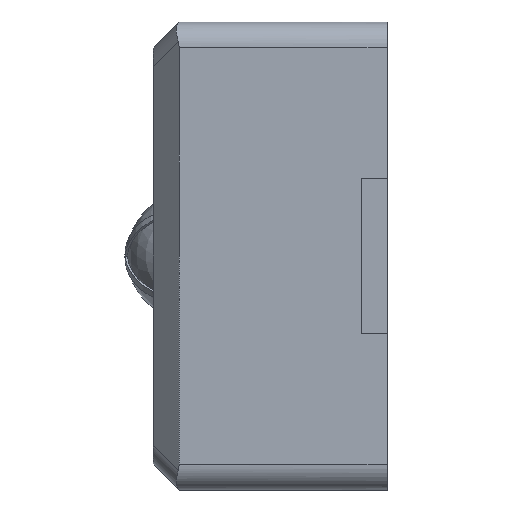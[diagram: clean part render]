
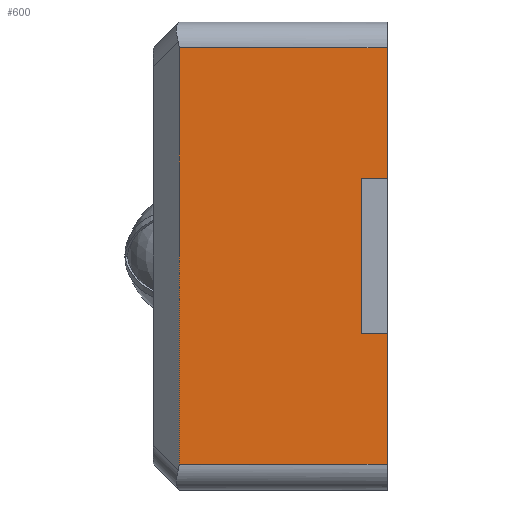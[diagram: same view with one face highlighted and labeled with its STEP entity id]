
A CAD part, left-side view. The second image highlights one B-rep face of the part: STEP entity #600.
In plain terms, the highlighted planar face has unit normal (-1, 0, 0).
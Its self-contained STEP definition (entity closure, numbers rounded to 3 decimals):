
#348 = EDGE_LOOP ( 'NONE', ( #363, #371, #368, #352, #374, #390, #355, #404 ) ) ;
#351 = EDGE_CURVE ( 'NONE', #370, #369, #1466, .T. ) ;
#352 = ORIENTED_EDGE ( 'NONE', *, *, #750, .T. ) ;
#355 = ORIENTED_EDGE ( 'NONE', *, *, #356, .T. ) ;
#356 = EDGE_CURVE ( 'NONE', #389, #397, #1457, .T. ) ;
#361 = EDGE_CURVE ( 'NONE', #397, #362, #1479, .T. ) ;
#362 = VERTEX_POINT ( 'NONE', #1480 ) ;
#363 = ORIENTED_EDGE ( 'NONE', *, *, #384, .F. ) ;
#368 = ORIENTED_EDGE ( 'NONE', *, *, #372, .T. ) ;
#369 = VERTEX_POINT ( 'NONE', #1468 ) ;
#370 = VERTEX_POINT ( 'NONE', #1481 ) ;
#371 = ORIENTED_EDGE ( 'NONE', *, *, #351, .F. ) ;
#372 = EDGE_CURVE ( 'NONE', #370, #1127, #1477, .T. ) ;
#374 = ORIENTED_EDGE ( 'NONE', *, *, #399, .T. ) ;
#384 = EDGE_CURVE ( 'NONE', #369, #362, #1470, .T. ) ;
#389 = VERTEX_POINT ( 'NONE', #1519 ) ;
#390 = ORIENTED_EDGE ( 'NONE', *, *, #405, .T. ) ;
#397 = VERTEX_POINT ( 'NONE', #1518 ) ;
#399 = EDGE_CURVE ( 'NONE', #801, #403, #1442, .T. ) ;
#403 = VERTEX_POINT ( 'NONE', #1529 ) ;
#404 = ORIENTED_EDGE ( 'NONE', *, *, #361, .T. ) ;
#405 = EDGE_CURVE ( 'NONE', #403, #389, #1525, .T. ) ;
#600 = ADVANCED_FACE ( 'NONE', ( #1636 ), #1655, .T. ) ;
#750 = EDGE_CURVE ( 'NONE', #1127, #801, #1896, .T. ) ;
#801 = VERTEX_POINT ( 'NONE', #2008 ) ;
#1127 = VERTEX_POINT ( 'NONE', #2708 ) ;
#1441 = DIRECTION ( 'NONE',  ( 0., -1., 0. ) ) ;
#1442 = LINE ( 'NONE', #1447, #1443 ) ;
#1443 = VECTOR ( 'NONE', #1454, 1000. ) ;
#1447 = CARTESIAN_POINT ( 'NONE',  ( -4.5, 8., 8. ) ) ;
#1449 = DIRECTION ( 'NONE',  ( 0., -1., 0. ) ) ;
#1452 = VECTOR ( 'NONE', #1449, 1000. ) ;
#1454 = DIRECTION ( 'NONE',  ( 0., 1., 0. ) ) ;
#1455 = VECTOR ( 'NONE', #1441, 1000. ) ;
#1456 = CARTESIAN_POINT ( 'NONE',  ( -4.5, 9., -8. ) ) ;
#1457 = LINE ( 'NONE', #1456, #1455 ) ;
#1463 = DIRECTION ( 'NONE',  ( 0., 0., -1. ) ) ;
#1464 = VECTOR ( 'NONE', #1463, 1000. ) ;
#1465 = CARTESIAN_POINT ( 'NONE',  ( -4.5, 1., 3. ) ) ;
#1466 = LINE ( 'NONE', #1465, #1464 ) ;
#1468 = CARTESIAN_POINT ( 'NONE',  ( -4.5, 1., -3. ) ) ;
#1469 = CARTESIAN_POINT ( 'NONE',  ( -4.5, 1., -3. ) ) ;
#1470 = LINE ( 'NONE', #1469, #1452 ) ;
#1472 = CARTESIAN_POINT ( 'NONE',  ( -4.5, 0., -9. ) ) ;
#1473 = DIRECTION ( 'NONE',  ( 0., 0., 1. ) ) ;
#1474 = VECTOR ( 'NONE', #1475, 1000. ) ;
#1475 = DIRECTION ( 'NONE',  ( 0., -1., 0. ) ) ;
#1476 = CARTESIAN_POINT ( 'NONE',  ( -4.5, 1., 3. ) ) ;
#1477 = LINE ( 'NONE', #1476, #1474 ) ;
#1478 = VECTOR ( 'NONE', #1473, 1000. ) ;
#1479 = LINE ( 'NONE', #1472, #1478 ) ;
#1480 = CARTESIAN_POINT ( 'NONE',  ( -4.5, 0., -3. ) ) ;
#1481 = CARTESIAN_POINT ( 'NONE',  ( -4.5, 1., 3. ) ) ;
#1518 = CARTESIAN_POINT ( 'NONE',  ( -4.5, 0., -8. ) ) ;
#1519 = CARTESIAN_POINT ( 'NONE',  ( -4.5, 8., -8. ) ) ;
#1525 = LINE ( 'NONE', #1536, #1535 ) ;
#1529 = CARTESIAN_POINT ( 'NONE',  ( -4.5, 8., 8. ) ) ;
#1534 = DIRECTION ( 'NONE',  ( 0., 0., -1. ) ) ;
#1535 = VECTOR ( 'NONE', #1534, 1000. ) ;
#1536 = CARTESIAN_POINT ( 'NONE',  ( -4.5, 8., -9. ) ) ;
#1635 = AXIS2_PLACEMENT_3D ( 'NONE', #1639, #1638, #1644 ) ;
#1636 = FACE_OUTER_BOUND ( 'NONE', #348, .T. ) ;
#1638 = DIRECTION ( 'NONE',  ( -1., 0., 0. ) ) ;
#1639 = CARTESIAN_POINT ( 'NONE',  ( -4.5, 9., -9. ) ) ;
#1644 = DIRECTION ( 'NONE',  ( 0., -1., 0. ) ) ;
#1655 = PLANE ( 'NONE',  #1635 ) ;
#1893 = DIRECTION ( 'NONE',  ( 0., 0., 1. ) ) ;
#1894 = VECTOR ( 'NONE', #1893, 1000. ) ;
#1895 = CARTESIAN_POINT ( 'NONE',  ( -4.5, 0., -9. ) ) ;
#1896 = LINE ( 'NONE', #1895, #1894 ) ;
#2008 = CARTESIAN_POINT ( 'NONE',  ( -4.5, 0., 8. ) ) ;
#2708 = CARTESIAN_POINT ( 'NONE',  ( -4.5, 0., 3. ) ) ;
